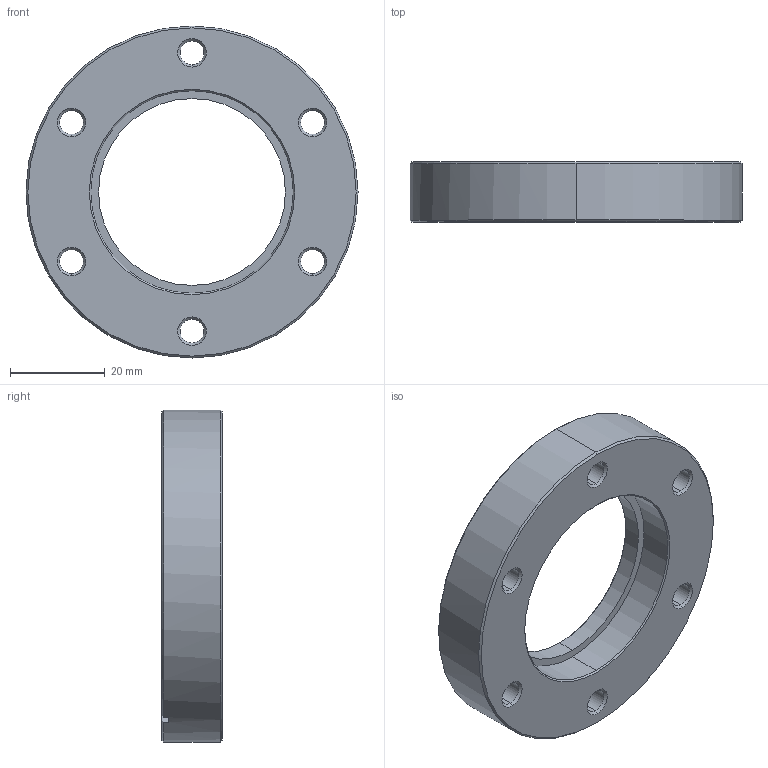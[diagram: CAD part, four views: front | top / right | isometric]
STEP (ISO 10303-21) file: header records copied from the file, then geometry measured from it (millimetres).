
FILE_DESCRIPTION (( 'STEP AP214' ), '1' );
FILE_NAME ('Hositrad_CF35-43-T.STEP', '2017-05-01T12:09:08', ( 'Gebruiker' ), ( '' ), 'SwSTEP 2.0', 'SolidWorks 2017', '' );
FILE_SCHEMA (( 'AUTOMOTIVE_DESIGN' ));
Length unit declared in the file: millimetre
Products named in the file (1): Hositrad_CF35-43-T
Bounding box: 70 x 12.7 x 70 mm (x, y, z)
Volume: 29484.2 mm3; surface area: 10693.6 mm2
Topology: 1 solids, 1 shells, 64 faces, 147 edges, 86 vertices
Faces by surface type: cone 37, cylinder 20, plane 7
Entity records: 2000 total; most frequent: DIRECTION 356, CARTESIAN_POINT 304, ORIENTED_EDGE 294, EDGE_CURVE 147, AXIS2_PLACEMENT_3D 146, VERTEX_POINT 86, CIRCLE 81, EDGE_LOOP 79
